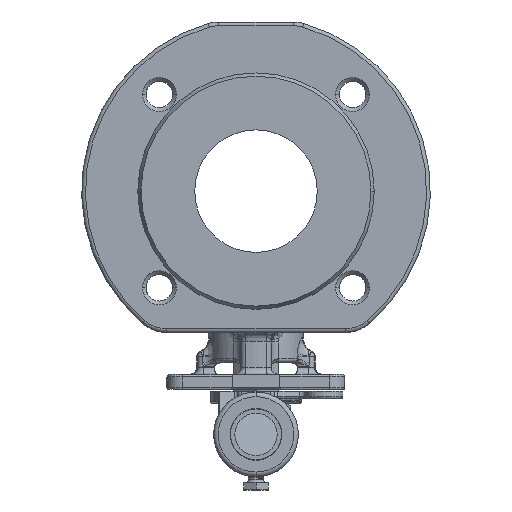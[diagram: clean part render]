
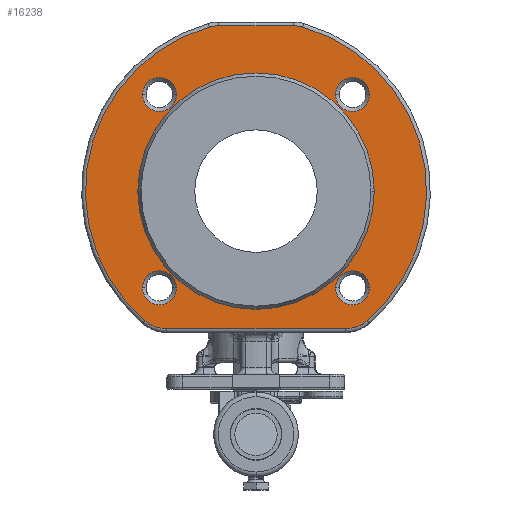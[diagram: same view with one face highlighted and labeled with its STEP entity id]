
A CAD part, front view. The second image highlights one B-rep face of the part: STEP entity #16238.
In plain terms, the highlighted planar face has unit normal (0, -1, 0).
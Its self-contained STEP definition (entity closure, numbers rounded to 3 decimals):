
#3878=CARTESIAN_POINT('',(0.,-52.,0.));
#3879=DIRECTION('',(0.,-1.,0.));
#3880=DIRECTION('',(1.,0.,0.));
#3881=AXIS2_PLACEMENT_3D('',#3878,#3879,#3880);
#3883=CARTESIAN_POINT('',(0.,-52.,0.));
#3884=DIRECTION('',(0.,1.,0.));
#3885=DIRECTION('',(1.,0.,0.));
#3886=AXIS2_PLACEMENT_3D('',#3883,#3884,#3885);
#3888=CARTESIAN_POINT('',(51.265,-52.,
-51.265));
#3889=DIRECTION('',(0.,1.,0.));
#3890=DIRECTION('',(1.,0.,0.));
#3891=AXIS2_PLACEMENT_3D('',#3888,#3889,#3890);
#3893=CARTESIAN_POINT('',(51.265,-52.,
-51.265));
#3894=DIRECTION('',(0.,1.,0.));
#3895=DIRECTION('',(-1.,0.,0.));
#3896=AXIS2_PLACEMENT_3D('',#3893,#3894,#3895);
#3898=CARTESIAN_POINT('',(51.265,-52.,51.265));
#3899=DIRECTION('',(0.,1.,0.));
#3900=DIRECTION('',(1.,0.,0.));
#3901=AXIS2_PLACEMENT_3D('',#3898,#3899,#3900);
#3903=CARTESIAN_POINT('',(51.265,-52.,51.265));
#3904=DIRECTION('',(0.,1.,0.));
#3905=DIRECTION('',(-1.,0.,0.));
#3906=AXIS2_PLACEMENT_3D('',#3903,#3904,#3905);
#3908=CARTESIAN_POINT('',(-51.265,-52.,
51.265));
#3909=DIRECTION('',(0.,1.,0.));
#3910=DIRECTION('',(-1.,0.,0.));
#3911=AXIS2_PLACEMENT_3D('',#3908,#3909,#3910);
#3913=CARTESIAN_POINT('',(-51.265,-52.,
51.265));
#3914=DIRECTION('',(0.,1.,0.));
#3915=DIRECTION('',(1.,0.,0.));
#3916=AXIS2_PLACEMENT_3D('',#3913,#3914,#3915);
#3918=CARTESIAN_POINT('',(-51.265,-52.,
-51.265));
#3919=DIRECTION('',(0.,1.,0.));
#3920=DIRECTION('',(-1.,0.,0.));
#3921=AXIS2_PLACEMENT_3D('',#3918,#3919,#3920);
#3923=CARTESIAN_POINT('',(-51.265,-52.,
-51.265));
#3924=DIRECTION('',(0.,1.,0.));
#3925=DIRECTION('',(1.,0.,0.));
#3926=AXIS2_PLACEMENT_3D('',#3923,#3924,#3925);
#3928=CARTESIAN_POINT('',(47.236,-52.,-55.));
#3929=DIRECTION('',(0.,1.,0.));
#3930=DIRECTION('',(0.652,0.,-0.759));
#3931=AXIS2_PLACEMENT_3D('',#3928,#3929,#3930);
#3933=DIRECTION('',(-1.,0.,0.));
#3934=VECTOR('',#3933,94.472);
#3935=CARTESIAN_POINT('',(47.236,-52.,-73.));
#3936=LINE('',#3935,#3934);
#3937=CARTESIAN_POINT('',(-47.236,-52.,-55.));
#3938=DIRECTION('',(0.,1.,0.));
#3939=DIRECTION('',(0.,0.,-1.));
#3940=AXIS2_PLACEMENT_3D('',#3937,#3938,#3939);
#3942=CARTESIAN_POINT('',(0.,-52.,0.));
#3943=DIRECTION('',(0.,1.,0.));
#3944=DIRECTION('',(-0.652,0.,-0.759));
#3945=AXIS2_PLACEMENT_3D('',#3942,#3943,#3944);
#3947=CARTESIAN_POINT('',(-19.878,-52.,69.722));
#3948=DIRECTION('',(0.,1.,0.));
#3949=DIRECTION('',(-0.274,0.,0.962));
#3950=AXIS2_PLACEMENT_3D('',#3947,#3948,#3949);
#3952=DIRECTION('',(1.,0.,0.));
#3953=VECTOR('',#3952,39.755);
#3954=CARTESIAN_POINT('',(-19.878,-52.,87.722));
#3955=LINE('',#3954,#3953);
#3956=CARTESIAN_POINT('',(19.878,-52.,69.722));
#3957=DIRECTION('',(0.,1.,0.));
#3958=DIRECTION('',(0.,0.,1.));
#3959=AXIS2_PLACEMENT_3D('',#3956,#3957,#3958);
#3961=CARTESIAN_POINT('',(0.,-52.,0.));
#3962=DIRECTION('',(0.,1.,0.));
#3963=DIRECTION('',(0.274,0.,0.962));
#3964=AXIS2_PLACEMENT_3D('',#3961,#3962,#3963);
#11760=CARTESIAN_POINT('',(62.715,-52.,0.));
#11761=CARTESIAN_POINT('',(-62.715,-52.,0.));
#11762=VERTEX_POINT('',#11760);
#11763=VERTEX_POINT('',#11761);
#11980=CARTESIAN_POINT('',(60.265,-52.,
-51.265));
#11981=CARTESIAN_POINT('',(42.265,-52.,
-51.265));
#11982=VERTEX_POINT('',#11980);
#11983=VERTEX_POINT('',#11981);
#11988=CARTESIAN_POINT('',(60.265,-52.,
51.265));
#11989=CARTESIAN_POINT('',(42.265,-52.,
51.265));
#11990=VERTEX_POINT('',#11988);
#11991=VERTEX_POINT('',#11989);
#11996=CARTESIAN_POINT('',(-60.265,-52.,
51.265));
#11997=CARTESIAN_POINT('',(-42.265,-52.,
51.265));
#11998=VERTEX_POINT('',#11996);
#11999=VERTEX_POINT('',#11997);
#12004=CARTESIAN_POINT('',(-60.265,-52.,
-51.265));
#12005=CARTESIAN_POINT('',(-42.265,-52.,
-51.265));
#12006=VERTEX_POINT('',#12004);
#12007=VERTEX_POINT('',#12005);
#12340=CARTESIAN_POINT('',(58.964,-52.,-68.655));
#12341=CARTESIAN_POINT('',(47.236,-52.,-73.));
#12342=VERTEX_POINT('',#12340);
#12343=VERTEX_POINT('',#12341);
#12346=CARTESIAN_POINT('',(-47.236,-52.,-73.));
#12347=VERTEX_POINT('',#12346);
#12350=CARTESIAN_POINT('',(-58.964,-52.,-68.655));
#12351=VERTEX_POINT('',#12350);
#12354=CARTESIAN_POINT('',(-24.813,-52.,87.032));
#12355=VERTEX_POINT('',#12354);
#12358=CARTESIAN_POINT('',(-19.878,-52.,87.722));
#12359=VERTEX_POINT('',#12358);
#12362=CARTESIAN_POINT('',(19.878,-52.,87.722));
#12363=VERTEX_POINT('',#12362);
#12366=CARTESIAN_POINT('',(24.813,-52.,87.032));
#12367=VERTEX_POINT('',#12366);
#16189=CARTESIAN_POINT('',(0.,-52.,0.));
#16190=DIRECTION('',(0.,1.,0.));
#16191=DIRECTION('',(1.,0.,0.));
#16192=AXIS2_PLACEMENT_3D('',#16189,#16190,#16191);
#16193=PLANE('',#16192);
#16194=ORIENTED_EDGE('',*,*,#16014,.T.);
#16195=ORIENTED_EDGE('',*,*,#16029,.T.);
#16196=ORIENTED_EDGE('',*,*,#16044,.T.);
#16198=ORIENTED_EDGE('',*,*,#16197,.T.);
#16200=ORIENTED_EDGE('',*,*,#16199,.T.);
#16202=ORIENTED_EDGE('',*,*,#16201,.T.);
#16204=ORIENTED_EDGE('',*,*,#16203,.T.);
#16205=ORIENTED_EDGE('',*,*,#16182,.T.);
#16206=EDGE_LOOP('',(#16194,#16195,#16196,#16198,#16200,#16202,#16204,#16205));
#16207=FACE_OUTER_BOUND('',#16206,.F.);
#16209=ORIENTED_EDGE('',*,*,#16208,.F.);
#16211=ORIENTED_EDGE('',*,*,#16210,.F.);
#16212=EDGE_LOOP('',(#16209,#16211));
#16213=FACE_BOUND('',#16212,.F.);
#16215=ORIENTED_EDGE('',*,*,#16214,.F.);
#16217=ORIENTED_EDGE('',*,*,#16216,.F.);
#16218=EDGE_LOOP('',(#16215,#16217));
#16219=FACE_BOUND('',#16218,.F.);
#16221=ORIENTED_EDGE('',*,*,#16220,.F.);
#16223=ORIENTED_EDGE('',*,*,#16222,.F.);
#16224=EDGE_LOOP('',(#16221,#16223));
#16225=FACE_BOUND('',#16224,.F.);
#16227=ORIENTED_EDGE('',*,*,#16226,.F.);
#16229=ORIENTED_EDGE('',*,*,#16228,.F.);
#16230=EDGE_LOOP('',(#16227,#16229));
#16231=FACE_BOUND('',#16230,.F.);
#16233=ORIENTED_EDGE('',*,*,#16232,.T.);
#16235=ORIENTED_EDGE('',*,*,#16234,.F.);
#16236=EDGE_LOOP('',(#16233,#16235));
#16237=FACE_BOUND('',#16236,.F.);
#3882=CIRCLE('',#3881,62.715);
#3887=CIRCLE('',#3886,62.715);
#3892=CIRCLE('',#3891,9.);
#3897=CIRCLE('',#3896,9.);
#3902=CIRCLE('',#3901,9.);
#3907=CIRCLE('',#3906,9.);
#3912=CIRCLE('',#3911,9.);
#3917=CIRCLE('',#3916,9.);
#3922=CIRCLE('',#3921,9.);
#3927=CIRCLE('',#3926,9.);
#3932=CIRCLE('',#3931,18.);
#3941=CIRCLE('',#3940,18.);
#3946=CIRCLE('',#3945,90.5);
#3951=CIRCLE('',#3950,18.);
#3960=CIRCLE('',#3959,18.);
#3965=CIRCLE('',#3964,90.5);
#16014=EDGE_CURVE('',#12342,#12343,#3932,.T.);
#16029=EDGE_CURVE('',#12343,#12347,#3936,.T.);
#16044=EDGE_CURVE('',#12347,#12351,#3941,.T.);
#16182=EDGE_CURVE('',#12367,#12342,#3965,.T.);
#16197=EDGE_CURVE('',#12351,#12355,#3946,.T.);
#16199=EDGE_CURVE('',#12355,#12359,#3951,.T.);
#16201=EDGE_CURVE('',#12359,#12363,#3955,.T.);
#16203=EDGE_CURVE('',#12363,#12367,#3960,.T.);
#16208=EDGE_CURVE('',#11982,#11983,#3892,.T.);
#16210=EDGE_CURVE('',#11983,#11982,#3897,.T.);
#16214=EDGE_CURVE('',#11990,#11991,#3902,.T.);
#16216=EDGE_CURVE('',#11991,#11990,#3907,.T.);
#16220=EDGE_CURVE('',#11998,#11999,#3912,.T.);
#16222=EDGE_CURVE('',#11999,#11998,#3917,.T.);
#16226=EDGE_CURVE('',#12006,#12007,#3922,.T.);
#16228=EDGE_CURVE('',#12007,#12006,#3927,.T.);
#16232=EDGE_CURVE('',#11762,#11763,#3882,.T.);
#16234=EDGE_CURVE('',#11762,#11763,#3887,.T.);
#16238=ADVANCED_FACE('',(#16207,#16213,#16219,#16225,#16231,#16237),#16193,.F.);
